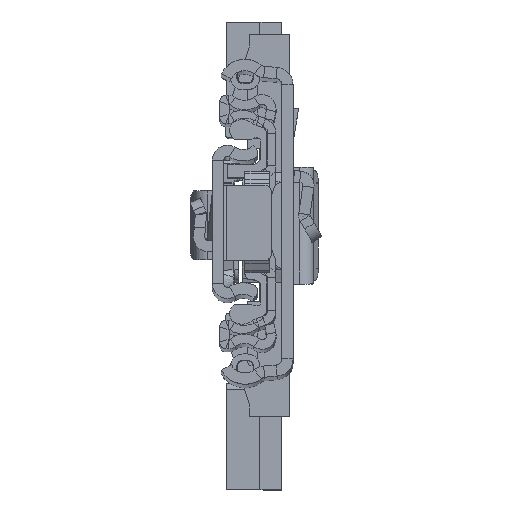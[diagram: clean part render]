
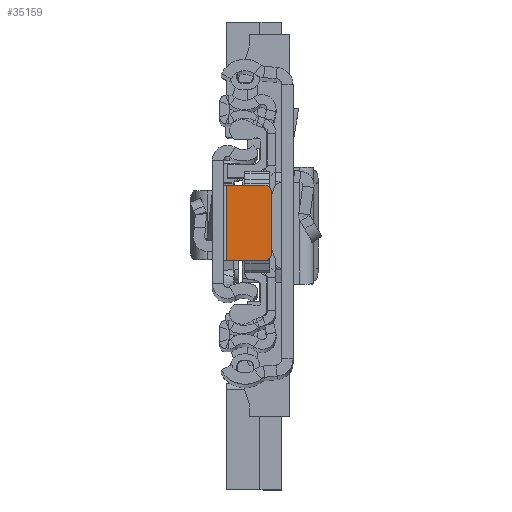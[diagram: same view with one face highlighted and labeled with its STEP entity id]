
A CAD part, top view. The second image highlights one B-rep face of the part: STEP entity #35159.
In plain terms, the highlighted planar face has unit normal (0, 0, 1).
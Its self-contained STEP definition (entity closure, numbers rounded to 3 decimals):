
#432 = AXIS2_PLACEMENT_3D ( 'NONE', #14023, #35277, #29314 ) ;
#1155 = EDGE_CURVE ( 'NONE', #7261, #27727, #13884, .T. ) ;
#1244 = VECTOR ( 'NONE', #36790, 1000. ) ;
#1526 = DIRECTION ( 'NONE',  ( 0., 1., 0. ) ) ;
#1932 = PLANE ( 'NONE',  #432 ) ;
#2108 = CARTESIAN_POINT ( 'NONE',  ( -9.4, -4.849, -6.8 ) ) ;
#2724 = VECTOR ( 'NONE', #25422, 1000. ) ;
#3039 = EDGE_CURVE ( 'NONE', #7261, #18751, #4524, .T. ) ;
#4524 = LINE ( 'NONE', #19804, #30536 ) ;
#7261 = VERTEX_POINT ( 'NONE', #2108 ) ;
#7416 = DIRECTION ( 'NONE',  ( 1., 0., 0. ) ) ;
#9885 = ORIENTED_EDGE ( 'NONE', *, *, #3039, .F. ) ;
#11498 = ORIENTED_EDGE ( 'NONE', *, *, #31062, .T. ) ;
#11728 = CIRCLE ( 'NONE', #19986, 1. ) ;
#12086 = ORIENTED_EDGE ( 'NONE', *, *, #25953, .F. ) ;
#12818 = CARTESIAN_POINT ( 'NONE',  ( -1.8, 6.151, -6.8 ) ) ;
#13884 = CIRCLE ( 'NONE', #39269, 1. ) ;
#14023 = CARTESIAN_POINT ( 'NONE',  ( 0., 0., -6.8 ) ) ;
#14478 = VERTEX_POINT ( 'NONE', #30510 ) ;
#15786 = LINE ( 'NONE', #12818, #25455 ) ;
#15982 = DIRECTION ( 'NONE',  ( 1., 0., 0. ) ) ;
#16424 = ORIENTED_EDGE ( 'NONE', *, *, #1155, .T. ) ;
#18525 = CARTESIAN_POINT ( 'NONE',  ( -9.4, -5.849, -6.8 ) ) ;
#18751 = VERTEX_POINT ( 'NONE', #34956 ) ;
#19261 = CARTESIAN_POINT ( 'NONE',  ( -2.3, 6.151, -6.8 ) ) ;
#19388 = ORIENTED_EDGE ( 'NONE', *, *, #28821, .F. ) ;
#19804 = CARTESIAN_POINT ( 'NONE',  ( -9.4, 6.151, -6.8 ) ) ;
#19986 = AXIS2_PLACEMENT_3D ( 'NONE', #27678, #30854, #7416 ) ;
#20079 = EDGE_LOOP ( 'NONE', ( #9885, #16424, #34620, #19388, #12086, #11498 ) ) ;
#20191 = FACE_OUTER_BOUND ( 'NONE', #20079, .T. ) ;
#20210 = CARTESIAN_POINT ( 'NONE',  ( -8.4, -5.849, -6.8 ) ) ;
#21365 = DIRECTION ( 'NONE',  ( 1., 0., 0. ) ) ;
#22634 = LINE ( 'NONE', #19261, #2724 ) ;
#23367 = CARTESIAN_POINT ( 'NONE',  ( -2.3, -5.849, -6.8 ) ) ;
#24180 = EDGE_CURVE ( 'NONE', #25809, #27727, #24475, .T. ) ;
#24475 = LINE ( 'NONE', #18525, #1244 ) ;
#24981 = CARTESIAN_POINT ( 'NONE',  ( -8.4, 6.151, -6.8 ) ) ;
#25422 = DIRECTION ( 'NONE',  ( 0., -1., 0. ) ) ;
#25455 = VECTOR ( 'NONE', #15982, 1000. ) ;
#25809 = VERTEX_POINT ( 'NONE', #23367 ) ;
#25953 = EDGE_CURVE ( 'NONE', #26554, #14478, #15786, .T. ) ;
#26554 = VERTEX_POINT ( 'NONE', #24981 ) ;
#27678 = CARTESIAN_POINT ( 'NONE',  ( -8.4, 5.151, -6.8 ) ) ;
#27727 = VERTEX_POINT ( 'NONE', #20210 ) ;
#28821 = EDGE_CURVE ( 'NONE', #14478, #25809, #22634, .T. ) ;
#29314 = DIRECTION ( 'NONE',  ( 1., 0., 0. ) ) ;
#30510 = CARTESIAN_POINT ( 'NONE',  ( -2.3, 6.151, -6.8 ) ) ;
#30536 = VECTOR ( 'NONE', #1526, 1000. ) ;
#30854 = DIRECTION ( 'NONE',  ( 0., 0., 1. ) ) ;
#31062 = EDGE_CURVE ( 'NONE', #26554, #18751, #11728, .T. ) ;
#33283 = CARTESIAN_POINT ( 'NONE',  ( -8.4, -4.849, -6.8 ) ) ;
#34620 = ORIENTED_EDGE ( 'NONE', *, *, #24180, .F. ) ;
#34956 = CARTESIAN_POINT ( 'NONE',  ( -9.4, 5.151, -6.8 ) ) ;
#35159 = ADVANCED_FACE ( 'NONE', ( #20191 ), #1932, .T. ) ;
#35277 = DIRECTION ( 'NONE',  ( 0., 0., 1. ) ) ;
#36790 = DIRECTION ( 'NONE',  ( -1., 0., 0. ) ) ;
#39052 = DIRECTION ( 'NONE',  ( 0., 0., 1. ) ) ;
#39269 = AXIS2_PLACEMENT_3D ( 'NONE', #33283, #39052, #21365 ) ;
